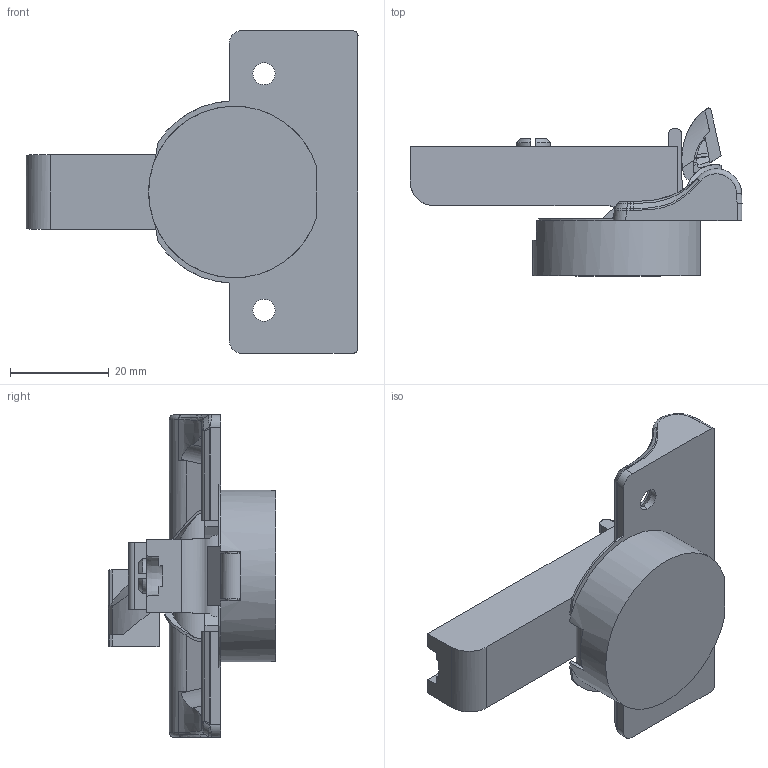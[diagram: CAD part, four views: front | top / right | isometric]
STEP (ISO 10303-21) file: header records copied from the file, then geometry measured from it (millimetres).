
FILE_DESCRIPTION((''),'2;1');
FILE_NAME('242-0Y48-IMS','2022-12-23T12:25:36',('marino.prodan'),('Audax d.o.o.'),'CREO PARAMETRIC BY PTC INC, 2021304','CREO PARAMETRIC BY PTC INC, 2021304','');
FILE_SCHEMA(('AUTOMOTIVE_DESIGN { 1 0 10303 214 1 1 1 1 }'));
Length unit declared in the file: millimetre
Products named in the file (1): 242-0Y48-IMS
Bounding box: 67.33 x 34.05 x 65.4 mm (x, y, z)
Volume: 26472.8 mm3; surface area: 14366.2 mm2
Topology: 1 solids, 1 shells, 329 faces, 947 edges, 628 vertices
Faces by surface type: plane 177, cylinder 70, bspline 45, cone 17, torus 15, extrusion 5
Entity records: 16475 total; most frequent: CARTESIAN_POINT 4946, ORIENTED_EDGE 1894, DIRECTION 1496, PRESENTATION_STYLE_ASSIGNMENT 948, STYLED_ITEM 948, CURVE_STYLE 947, EDGE_CURVE 947, VERTEX_POINT 628
